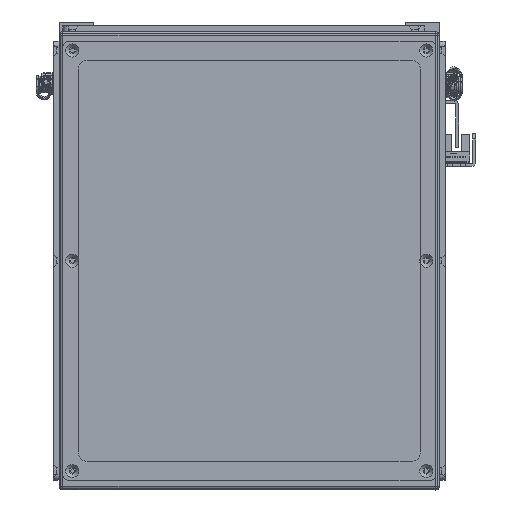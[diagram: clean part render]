
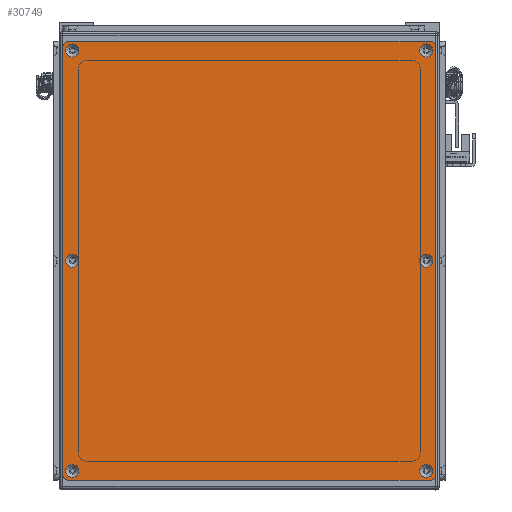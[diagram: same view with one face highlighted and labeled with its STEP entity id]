
A CAD part, front view. The second image highlights one B-rep face of the part: STEP entity #30749.
In plain terms, the highlighted planar face has unit normal (0, -1, 0).
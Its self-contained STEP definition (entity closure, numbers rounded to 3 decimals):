
#1014=FACE_BOUND('',#7641,.T.);
#1015=FACE_BOUND('',#7642,.T.);
#1016=FACE_BOUND('',#7643,.T.);
#1017=FACE_BOUND('',#7644,.T.);
#1018=FACE_BOUND('',#7645,.T.);
#1019=FACE_BOUND('',#7646,.T.);
#3258=CIRCLE('',#34154,3.45);
#3261=CIRCLE('',#34159,3.45);
#3264=CIRCLE('',#34164,3.45);
#3267=CIRCLE('',#34169,3.45);
#3270=CIRCLE('',#34174,3.45);
#3273=CIRCLE('',#34179,3.45);
#3276=CIRCLE('',#34184,3.);
#3278=CIRCLE('',#34187,3.);
#3279=CIRCLE('',#34188,3.);
#3280=CIRCLE('',#34189,3.);
#5652=FACE_OUTER_BOUND('',#7640,.T.);
#7640=EDGE_LOOP('',(#28291,#28292,#28293,#28294,#28295,#28296,#28297,#28298));
#7641=EDGE_LOOP('',(#28299));
#7642=EDGE_LOOP('',(#28300));
#7643=EDGE_LOOP('',(#28301));
#7644=EDGE_LOOP('',(#28302));
#7645=EDGE_LOOP('',(#28303));
#7646=EDGE_LOOP('',(#28304));
#10169=LINE('',#54302,#12683);
#10170=LINE('',#54306,#12684);
#10171=LINE('',#54310,#12685);
#10172=LINE('',#54313,#12686);
#12683=VECTOR('',#42810,10.);
#12684=VECTOR('',#42813,10.);
#12685=VECTOR('',#42816,10.);
#12686=VECTOR('',#42819,10.);
#15529=VERTEX_POINT('',#54232);
#15532=VERTEX_POINT('',#54242);
#15535=VERTEX_POINT('',#54252);
#15538=VERTEX_POINT('',#54262);
#15541=VERTEX_POINT('',#54272);
#15544=VERTEX_POINT('',#54282);
#15547=VERTEX_POINT('',#54292);
#15548=VERTEX_POINT('',#54293);
#15551=VERTEX_POINT('',#54301);
#15552=VERTEX_POINT('',#54303);
#15553=VERTEX_POINT('',#54305);
#15554=VERTEX_POINT('',#54307);
#15555=VERTEX_POINT('',#54309);
#15556=VERTEX_POINT('',#54311);
#19779=EDGE_CURVE('',#15529,#15529,#3258,.T.);
#19784=EDGE_CURVE('',#15532,#15532,#3261,.T.);
#19789=EDGE_CURVE('',#15535,#15535,#3264,.T.);
#19794=EDGE_CURVE('',#15538,#15538,#3267,.T.);
#19799=EDGE_CURVE('',#15541,#15541,#3270,.T.);
#19804=EDGE_CURVE('',#15544,#15544,#3273,.T.);
#19809=EDGE_CURVE('',#15547,#15548,#3276,.T.);
#19813=EDGE_CURVE('',#15547,#15551,#10169,.T.);
#19814=EDGE_CURVE('',#15552,#15551,#3278,.T.);
#19815=EDGE_CURVE('',#15552,#15553,#10170,.T.);
#19816=EDGE_CURVE('',#15554,#15553,#3279,.T.);
#19817=EDGE_CURVE('',#15554,#15555,#10171,.T.);
#19818=EDGE_CURVE('',#15556,#15555,#3280,.T.);
#19819=EDGE_CURVE('',#15556,#15548,#10172,.T.);
#28291=ORIENTED_EDGE('',*,*,#19809,.F.);
#28292=ORIENTED_EDGE('',*,*,#19813,.T.);
#28293=ORIENTED_EDGE('',*,*,#19814,.F.);
#28294=ORIENTED_EDGE('',*,*,#19815,.T.);
#28295=ORIENTED_EDGE('',*,*,#19816,.F.);
#28296=ORIENTED_EDGE('',*,*,#19817,.T.);
#28297=ORIENTED_EDGE('',*,*,#19818,.F.);
#28298=ORIENTED_EDGE('',*,*,#19819,.T.);
#28299=ORIENTED_EDGE('',*,*,#19779,.T.);
#28300=ORIENTED_EDGE('',*,*,#19784,.T.);
#28301=ORIENTED_EDGE('',*,*,#19789,.T.);
#28302=ORIENTED_EDGE('',*,*,#19794,.T.);
#28303=ORIENTED_EDGE('',*,*,#19799,.T.);
#28304=ORIENTED_EDGE('',*,*,#19804,.T.);
#29221=PLANE('',#34186);
#30749=ADVANCED_FACE('',(#5652,#1014,#1015,#1016,#1017,#1018,#1019),#29221,
 .T.);
#34154=AXIS2_PLACEMENT_3D('',#54233,#42730,#42731);
#34159=AXIS2_PLACEMENT_3D('',#54243,#42742,#42743);
#34164=AXIS2_PLACEMENT_3D('',#54253,#42754,#42755);
#34169=AXIS2_PLACEMENT_3D('',#54263,#42766,#42767);
#34174=AXIS2_PLACEMENT_3D('',#54273,#42778,#42779);
#34179=AXIS2_PLACEMENT_3D('',#54283,#42790,#42791);
#34184=AXIS2_PLACEMENT_3D('',#54294,#42802,#42803);
#34186=AXIS2_PLACEMENT_3D('',#54300,#42808,#42809);
#34187=AXIS2_PLACEMENT_3D('',#54304,#42811,#42812);
#34188=AXIS2_PLACEMENT_3D('',#54308,#42814,#42815);
#34189=AXIS2_PLACEMENT_3D('',#54312,#42817,#42818);
#42730=DIRECTION('center_axis',(0.,1.,0.));
#42731=DIRECTION('ref_axis',(1.,0.,0.));
#42742=DIRECTION('center_axis',(0.,1.,0.));
#42743=DIRECTION('ref_axis',(1.,0.,0.));
#42754=DIRECTION('center_axis',(0.,1.,0.));
#42755=DIRECTION('ref_axis',(1.,0.,0.));
#42766=DIRECTION('center_axis',(0.,1.,0.));
#42767=DIRECTION('ref_axis',(1.,0.,0.));
#42778=DIRECTION('center_axis',(0.,1.,0.));
#42779=DIRECTION('ref_axis',(1.,0.,0.));
#42790=DIRECTION('center_axis',(0.,1.,0.));
#42791=DIRECTION('ref_axis',(1.,0.,0.));
#42802=DIRECTION('center_axis',(0.,1.,0.));
#42803=DIRECTION('ref_axis',(-0.707,0.,0.707));
#42808=DIRECTION('center_axis',(0.,-1.,0.));
#42809=DIRECTION('ref_axis',(0.,0.,-1.));
#42810=DIRECTION('',(0.,0.,-1.));
#42811=DIRECTION('center_axis',(0.,1.,0.));
#42812=DIRECTION('ref_axis',(-0.707,0.,-0.707));
#42813=DIRECTION('',(1.,0.,0.));
#42814=DIRECTION('center_axis',(0.,1.,0.));
#42815=DIRECTION('ref_axis',(0.707,0.,-0.707));
#42816=DIRECTION('',(0.,0.,1.));
#42817=DIRECTION('center_axis',(0.,1.,0.));
#42818=DIRECTION('ref_axis',(0.707,0.,0.707));
#42819=DIRECTION('',(-1.,0.,0.));
#54232=CARTESIAN_POINT('',(107.05,-1.5,93.));
#54233=CARTESIAN_POINT('Origin',(110.5,-1.5,93.));
#54242=CARTESIAN_POINT('',(-3.45,-1.5,93.));
#54243=CARTESIAN_POINT('Origin',(0.,-1.5,93.));
#54252=CARTESIAN_POINT('',(-113.95,-1.5,93.));
#54253=CARTESIAN_POINT('Origin',(-110.5,-1.5,93.));
#54262=CARTESIAN_POINT('',(-113.95,-1.5,-93.));
#54263=CARTESIAN_POINT('Origin',(-110.5,-1.5,-93.));
#54272=CARTESIAN_POINT('',(-3.45,-1.5,-93.));
#54273=CARTESIAN_POINT('Origin',(0.,-1.5,-93.));
#54282=CARTESIAN_POINT('',(107.05,-1.5,-93.));
#54283=CARTESIAN_POINT('Origin',(110.5,-1.5,-93.));
#54292=CARTESIAN_POINT('',(-115.5,-1.5,95.));
#54293=CARTESIAN_POINT('',(-112.5,-1.5,98.));
#54294=CARTESIAN_POINT('Origin',(-112.5,-1.5,95.));
#54300=CARTESIAN_POINT('Origin',(0.,-1.5,0.));
#54301=CARTESIAN_POINT('',(-115.5,-1.5,-95.));
#54302=CARTESIAN_POINT('',(-115.5,-1.5,98.));
#54303=CARTESIAN_POINT('',(-112.5,-1.5,-98.));
#54304=CARTESIAN_POINT('Origin',(-112.5,-1.5,-95.));
#54305=CARTESIAN_POINT('',(112.5,-1.5,-98.));
#54306=CARTESIAN_POINT('',(-115.5,-1.5,-98.));
#54307=CARTESIAN_POINT('',(115.5,-1.5,-95.));
#54308=CARTESIAN_POINT('Origin',(112.5,-1.5,-95.));
#54309=CARTESIAN_POINT('',(115.5,-1.5,95.));
#54310=CARTESIAN_POINT('',(115.5,-1.5,-98.));
#54311=CARTESIAN_POINT('',(112.5,-1.5,98.));
#54312=CARTESIAN_POINT('Origin',(112.5,-1.5,95.));
#54313=CARTESIAN_POINT('',(115.5,-1.5,98.));
